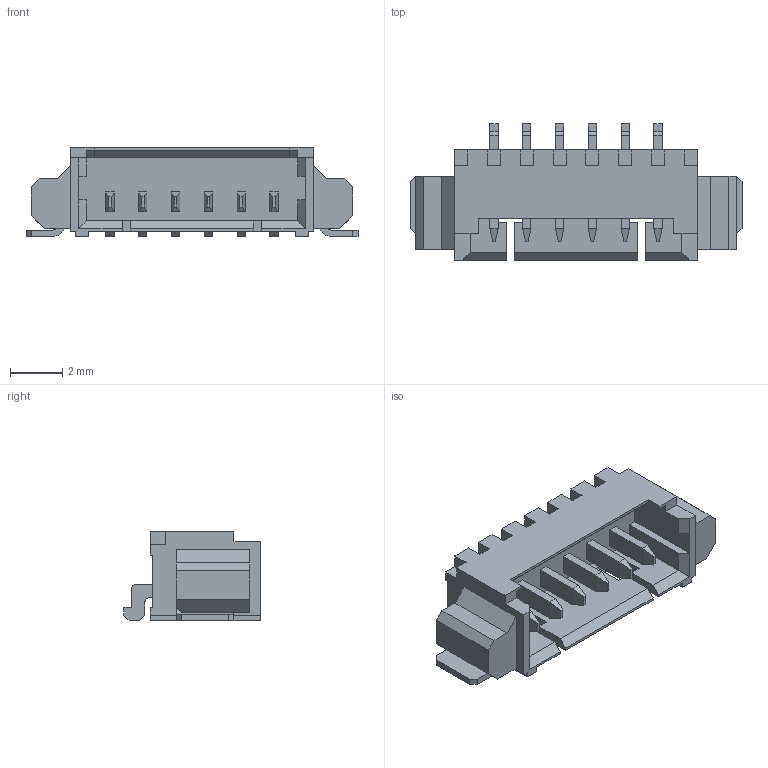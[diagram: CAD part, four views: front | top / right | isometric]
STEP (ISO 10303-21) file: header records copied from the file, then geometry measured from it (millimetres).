
FILE_DESCRIPTION (( 'STEP AP214' ), '1' );
FILE_NAME ('532610671.STEP', '2021-11-24T20:41:41', ( 'AVRASM1234' ), ( '' ), 'SwSTEP 2.0', 'SolidWorks 2017', '' );
FILE_SCHEMA (( 'AUTOMOTIVE_DESIGN' ));
Length unit declared in the file: millimetre
Products named in the file (1): 532610671
Bounding box: 12.65 x 5.2 x 3.4 mm (x, y, z)
Volume: 76.6 mm3; surface area: 351.4 mm2
Topology: 9 solids, 9 shells, 372 faces, 1020 edges, 668 vertices
Faces by surface type: plane 352, cylinder 20
Entity records: 13382 total; most frequent: CARTESIAN_POINT 2061, ORIENTED_EDGE 2040, DIRECTION 1806, EDGE_CURVE 1020, LINE 980, VECTOR 980, VERTEX_POINT 668, AXIS2_PLACEMENT_3D 413
